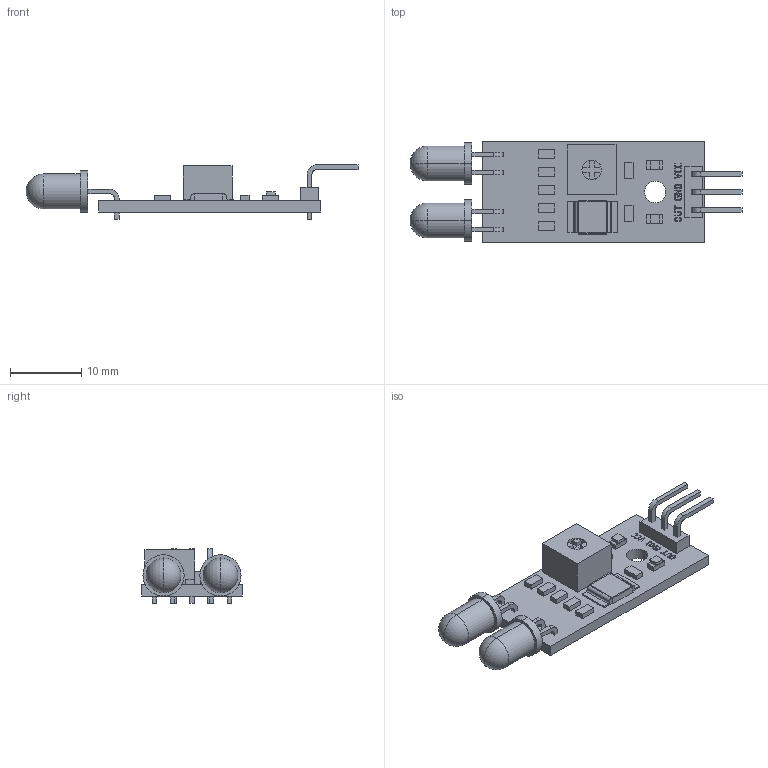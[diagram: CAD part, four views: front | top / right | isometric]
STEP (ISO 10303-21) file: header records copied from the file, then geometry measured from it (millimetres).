
FILE_DESCRIPTION (( 'STEP AP203' ), '1' );
FILE_NAME ('Sensor, IR, Arduino Type, Flying Fish MH-B.STEP', '2017-02-27T15:41:15', ( '' ), ( '' ), 'SwSTEP 2.0', 'SolidWorks 2015', '' );
FILE_SCHEMA (( 'CONFIG_CONTROL_DESIGN' ));
Length unit declared in the file: millimetre
Products named in the file (1): Sensor, IR, Arduino Type, Flying Fish MH-B
Bounding box: 46.66 x 14.15 x 7.63 mm (x, y, z)
Volume: 1367.1 mm3; surface area: 2119 mm2
Topology: 25 solids, 25 shells, 340 faces, 834 edges, 554 vertices
Faces by surface type: plane 238, bspline 68, cylinder 30, sphere 4
Entity records: 12727 total; most frequent: CARTESIAN_POINT 5081, ORIENTED_EDGE 1652, DIRECTION 1308, EDGE_CURVE 826, LINE 618, VECTOR 618, VERTEX_POINT 550, EDGE_LOOP 356
